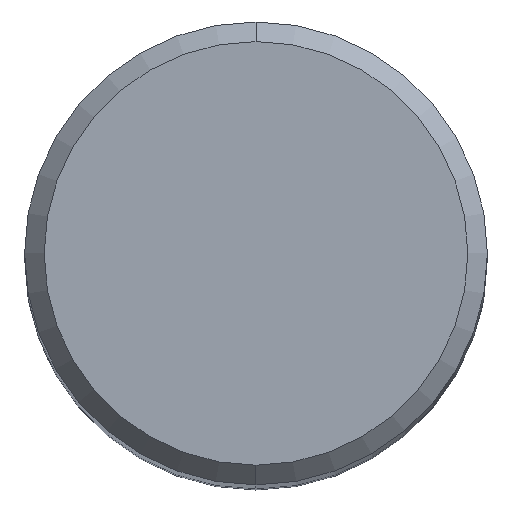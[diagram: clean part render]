
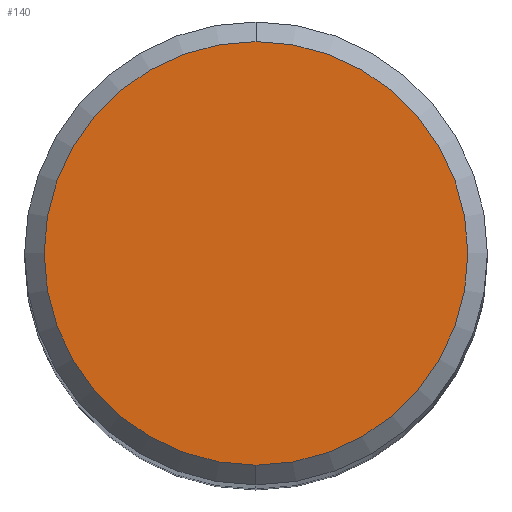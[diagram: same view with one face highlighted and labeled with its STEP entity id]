
A CAD part, top view. The second image highlights one B-rep face of the part: STEP entity #140.
In plain terms, the highlighted planar face has unit normal (0, 0, 1).
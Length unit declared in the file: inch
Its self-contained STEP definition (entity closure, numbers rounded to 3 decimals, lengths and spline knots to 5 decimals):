
#35 = CARTESIAN_POINT ( 'NONE',  ( 0., 0., 0. ) ) ;
#90 = EDGE_LOOP ( 'NONE', ( #311, #220 ) ) ;
#98 = EDGE_CURVE ( 'NONE', #313, #407, #322, .T. ) ;
#113 = DIRECTION ( 'NONE',  ( 0., 1., 0. ) ) ;
#123 = DIRECTION ( 'NONE',  ( 0., 0., 1. ) ) ;
#127 = AXIS2_PLACEMENT_3D ( 'NONE', #216, #272, #149 ) ;
#140 = ADVANCED_FACE ( 'NONE', ( #260 ), #266, .F. ) ;
#142 = CIRCLE ( 'NONE', #127, 0.2162 ) ;
#149 = DIRECTION ( 'NONE',  ( 0., -1., 0. ) ) ;
#180 = CARTESIAN_POINT ( 'NONE',  ( 0., 0.2162, 0. ) ) ;
#216 = CARTESIAN_POINT ( 'NONE',  ( 0., 0., 0. ) ) ;
#218 = AXIS2_PLACEMENT_3D ( 'NONE', #35, #123, #370 ) ;
#220 = ORIENTED_EDGE ( 'NONE', *, *, #386, .T. ) ;
#260 = FACE_OUTER_BOUND ( 'NONE', #90, .T. ) ;
#262 = CARTESIAN_POINT ( 'NONE',  ( 0., 0.2162, 0. ) ) ;
#266 = PLANE ( 'NONE',  #339 ) ;
#272 = DIRECTION ( 'NONE',  ( 0., 0., 1. ) ) ;
#311 = ORIENTED_EDGE ( 'NONE', *, *, #98, .T. ) ;
#313 = VERTEX_POINT ( 'NONE', #180 ) ;
#322 = CIRCLE ( 'NONE', #218, 0.2162 ) ;
#332 = CARTESIAN_POINT ( 'NONE',  ( 0., -0.2162, 0. ) ) ;
#339 = AXIS2_PLACEMENT_3D ( 'NONE', #262, #383, #113 ) ;
#370 = DIRECTION ( 'NONE',  ( 0., -1., 0. ) ) ;
#383 = DIRECTION ( 'NONE',  ( 0., 0., -1. ) ) ;
#386 = EDGE_CURVE ( 'NONE', #407, #313, #142, .T. ) ;
#407 = VERTEX_POINT ( 'NONE', #332 ) ;
